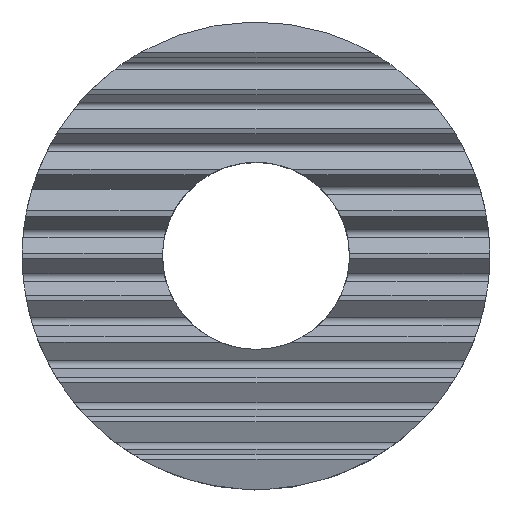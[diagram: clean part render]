
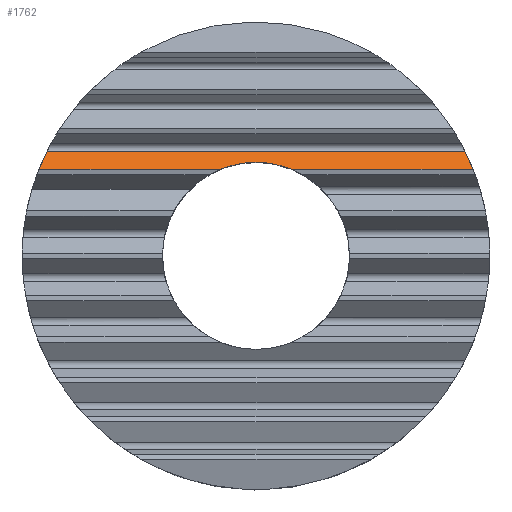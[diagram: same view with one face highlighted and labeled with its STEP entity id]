
A CAD part, top view. The second image highlights one B-rep face of the part: STEP entity #1762.
In plain terms, the highlighted planar face has unit normal (0, 0.537, 0.843).
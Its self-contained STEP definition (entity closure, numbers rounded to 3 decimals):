
#361=CARTESIAN_POINT('Vertex',(-16.256,6.479,19.733)) ;
#365=CARTESIAN_POINT('Control Point',(-15.646,7.839,18.867)) ;
#366=CARTESIAN_POINT('Control Point',(-15.87,7.392,19.151)) ;
#367=CARTESIAN_POINT('Control Point',(-16.073,6.938,19.44)) ;
#368=CARTESIAN_POINT('Control Point',(-16.256,6.479,19.733)) ;
#369=CARTESIAN_POINT('Vertex',(-15.646,7.839,18.867)) ;
#684=CARTESIAN_POINT('Vertex',(15.646,7.839,18.867)) ;
#688=CARTESIAN_POINT('Control Point',(15.646,7.839,18.867)) ;
#689=CARTESIAN_POINT('Control Point',(15.87,7.392,19.151)) ;
#690=CARTESIAN_POINT('Control Point',(16.073,6.938,19.44)) ;
#691=CARTESIAN_POINT('Control Point',(16.256,6.479,19.733)) ;
#692=CARTESIAN_POINT('Vertex',(16.256,6.479,19.733)) ;
#1692=CARTESIAN_POINT('Vertex',(-2.65,6.479,19.733)) ;
#1695=CARTESIAN_POINT('Line Origine',(0.,6.479,19.733)) ;
#1699=CARTESIAN_POINT('Vertex',(-6.348,6.479,19.733)) ;
#1702=CARTESIAN_POINT('Line Origine',(0.,6.479,19.733)) ;
#1717=CARTESIAN_POINT('Axis2P3D Location',(0.,6.479,19.733)) ;
#1723=CARTESIAN_POINT('Control Point',(2.65,6.479,19.733)) ;
#1724=CARTESIAN_POINT('Control Point',(2.11,6.7,19.592)) ;
#1725=CARTESIAN_POINT('Control Point',(1.538,6.868,19.485)) ;
#1726=CARTESIAN_POINT('Control Point',(0.945,6.975,19.417)) ;
#1727=CARTESIAN_POINT('Control Point',(-0.158,7.052,19.368)) ;
#1728=CARTESIAN_POINT('Control Point',(-1.25,6.914,19.456)) ;
#1729=CARTESIAN_POINT('Control Point',(-1.735,6.808,19.523)) ;
#1730=CARTESIAN_POINT('Control Point',(-2.203,6.662,19.616)) ;
#1731=CARTESIAN_POINT('Control Point',(-2.65,6.479,19.733)) ;
#1732=CARTESIAN_POINT('Vertex',(2.65,6.479,19.733)) ;
#1735=CARTESIAN_POINT('Line Origine',(4.499,6.479,19.733)) ;
#1739=CARTESIAN_POINT('Vertex',(6.348,6.479,19.733)) ;
#1742=CARTESIAN_POINT('Line Origine',(11.302,6.479,19.733)) ;
#1747=CARTESIAN_POINT('Line Origine',(0.,7.839,18.867)) ;
#1696=DIRECTION('Vector Direction',(1.,0.,0.)) ;
#1703=DIRECTION('Vector Direction',(1.,0.,0.)) ;
#1718=DIRECTION('Axis2P3D Direction',(0.,0.537,0.843)) ;
#1719=DIRECTION('Axis2P3D XDirection',(0.,0.843,-0.537)) ;
#1736=DIRECTION('Vector Direction',(1.,0.,0.)) ;
#1743=DIRECTION('Vector Direction',(1.,0.,0.)) ;
#1748=DIRECTION('Vector Direction',(-1.,0.,0.)) ;
#1720=AXIS2_PLACEMENT_3D('Plane Axis2P3D',#1717,#1718,#1719) ;
#1753=ORIENTED_EDGE('',*,*,#371,.T.) ;
#1754=ORIENTED_EDGE('',*,*,#1706,.T.) ;
#1755=ORIENTED_EDGE('',*,*,#1701,.T.) ;
#1756=ORIENTED_EDGE('',*,*,#1734,.F.) ;
#1757=ORIENTED_EDGE('',*,*,#1741,.T.) ;
#1758=ORIENTED_EDGE('',*,*,#1746,.T.) ;
#1759=ORIENTED_EDGE('',*,*,#694,.F.) ;
#1760=ORIENTED_EDGE('',*,*,#1751,.F.) ;
#1697=VECTOR('Line Direction',#1696,1.) ;
#1704=VECTOR('Line Direction',#1703,1.) ;
#1737=VECTOR('Line Direction',#1736,1.) ;
#1744=VECTOR('Line Direction',#1743,1.) ;
#1749=VECTOR('Line Direction',#1748,1.) ;
#1762=ADVANCED_FACE('Corps principal',(#1761),#1721,.T.) ;
#364=B_SPLINE_CURVE_WITH_KNOTS('',3,(#365,#366,#367,#368),.UNSPECIFIED.,.F.,.U.,(4,4),(0.,2.438),.UNSPECIFIED.) ;
#687=B_SPLINE_CURVE_WITH_KNOTS('',3,(#688,#689,#690,#691),.UNSPECIFIED.,.F.,.U.,(4,4),(0.,2.438),.UNSPECIFIED.) ;
#1722=B_SPLINE_CURVE_WITH_KNOTS('',5,(#1723,#1724,#1725,#1726,#1727,#1728,#1729,#1730,#1731),.UNSPECIFIED.,.F.,.U.,(6,3,6),(0.,4.257,7.779),.UNSPECIFIED.) ;
#371=EDGE_CURVE('',#370,#362,#364,.T.) ;
#694=EDGE_CURVE('',#685,#693,#687,.T.) ;
#1701=EDGE_CURVE('',#1700,#1693,#1698,.T.) ;
#1706=EDGE_CURVE('',#362,#1700,#1705,.T.) ;
#1734=EDGE_CURVE('',#1733,#1693,#1722,.T.) ;
#1741=EDGE_CURVE('',#1733,#1740,#1738,.T.) ;
#1746=EDGE_CURVE('',#1740,#693,#1745,.T.) ;
#1751=EDGE_CURVE('',#370,#685,#1750,.F.) ;
#1752=EDGE_LOOP('',(#1753,#1754,#1755,#1756,#1757,#1758,#1759,#1760)) ;
#1761=FACE_OUTER_BOUND('',#1752,.T.) ;
#1698=LINE('Line',#1695,#1697) ;
#1705=LINE('Line',#1702,#1704) ;
#1738=LINE('Line',#1735,#1737) ;
#1745=LINE('Line',#1742,#1744) ;
#1750=LINE('Line',#1747,#1749) ;
#1721=PLANE('',#1720) ;
#362=VERTEX_POINT('',#361) ;
#370=VERTEX_POINT('',#369) ;
#685=VERTEX_POINT('',#684) ;
#693=VERTEX_POINT('',#692) ;
#1693=VERTEX_POINT('',#1692) ;
#1700=VERTEX_POINT('',#1699) ;
#1733=VERTEX_POINT('',#1732) ;
#1740=VERTEX_POINT('',#1739) ;
